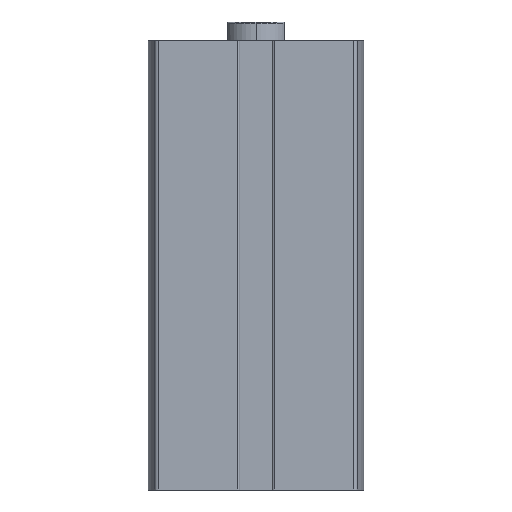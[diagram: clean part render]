
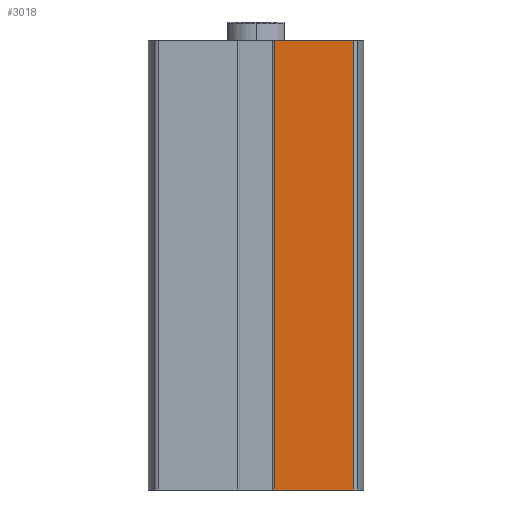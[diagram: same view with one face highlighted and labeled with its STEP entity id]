
A CAD part, front view. The second image highlights one B-rep face of the part: STEP entity #3018.
In plain terms, the highlighted planar face has unit normal (0, -1, 0).
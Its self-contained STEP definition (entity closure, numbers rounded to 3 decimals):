
#221=DIRECTION('',(1.,0.,0.));
#222=VECTOR('',#221,12.678);
#223=CARTESIAN_POINT('',(3.,-17.25,0.));
#224=LINE('',#223,#222);
#492=DIRECTION('',(1.,0.,0.));
#493=VECTOR('',#492,12.678);
#494=CARTESIAN_POINT('',(3.,-17.25,72.));
#495=LINE('',#494,#493);
#764=DIRECTION('',(0.,0.,1.));
#765=VECTOR('',#764,72.);
#766=CARTESIAN_POINT('',(15.678,-17.25,0.));
#767=LINE('',#766,#765);
#768=DIRECTION('',(0.,0.,1.));
#769=VECTOR('',#768,72.);
#770=CARTESIAN_POINT('',(3.,-17.25,0.));
#771=LINE('',#770,#769);
#1894=CARTESIAN_POINT('',(15.678,-17.25,0.));
#1896=VERTEX_POINT('',#1894);
#1930=CARTESIAN_POINT('',(15.678,-17.25,72.));
#1932=VERTEX_POINT('',#1930);
#1993=CARTESIAN_POINT('',(3.,-17.25,0.));
#1995=VERTEX_POINT('',#1993);
#2089=CARTESIAN_POINT('',(3.,-17.25,72.));
#2091=VERTEX_POINT('',#2089);
#3006=CARTESIAN_POINT('',(-15.678,-17.25,0.));
#3007=DIRECTION('',(0.,-1.,0.));
#3008=DIRECTION('',(1.,0.,0.));
#3009=AXIS2_PLACEMENT_3D('',#3006,#3007,#3008);
#3010=PLANE('',#3009);
#3012=ORIENTED_EDGE('',*,*,#3011,.T.);
#3013=ORIENTED_EDGE('',*,*,#2852,.T.);
#3014=ORIENTED_EDGE('',*,*,#2999,.F.);
#3015=ORIENTED_EDGE('',*,*,#2525,.F.);
#3016=EDGE_LOOP('',(#3012,#3013,#3014,#3015));
#3017=FACE_OUTER_BOUND('',#3016,.F.);
#3018=ADVANCED_FACE('',(#3017),#3010,.T.);
#2525=EDGE_CURVE('',#1995,#1896,#224,.T.);
#2852=EDGE_CURVE('',#2091,#1932,#495,.T.);
#2999=EDGE_CURVE('',#1896,#1932,#767,.T.);
#3011=EDGE_CURVE('',#1995,#2091,#771,.T.);
